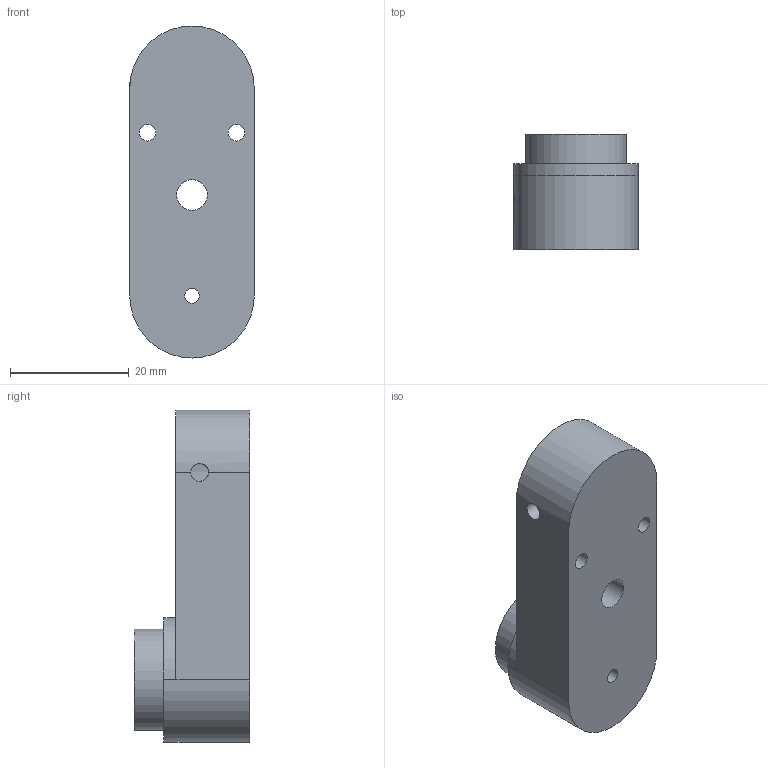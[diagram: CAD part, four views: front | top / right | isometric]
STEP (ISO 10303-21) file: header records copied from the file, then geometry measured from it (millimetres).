
FILE_DESCRIPTION(/* description */ (''),/* implementation_level */ '2;1');
FILE_NAME(/* name */ 'Support.step',/* time_stamp */ '2021-09-20T09:46:14+02:00',/* author */ (''),/* organization */ (''),/* preprocessor_version */ 'ST-DEVELOPER v18.1',/* originating_system */ 'Autodesk Translation Framework v10.10.0.1391',/* authorisation */ '');
FILE_SCHEMA (('AUTOMOTIVE_DESIGN { 1 0 10303 214 3 1 1 }'));
Length unit declared in the file: millimetre
Products named in the file (1): Support
Bounding box: 21 x 19.5 x 56 mm (x, y, z)
Volume: 13394.4 mm3; surface area: 5153.3 mm2
Topology: 1 solids, 1 shells, 17 faces, 46 edges, 31 vertices
Faces by surface type: cylinder 10, plane 7
Full cylindrical faces by diameter (mm): 2.5 x1, 2.8 x2, 3 x1, 5.2 x1, 15 x1, 17 x1
Entity records: 648 total; most frequent: CARTESIAN_POINT 152, DIRECTION 97, ORIENTED_EDGE 92, EDGE_CURVE 46, AXIS2_PLACEMENT_3D 38, VERTEX_POINT 31, EDGE_LOOP 27, LINE 21
